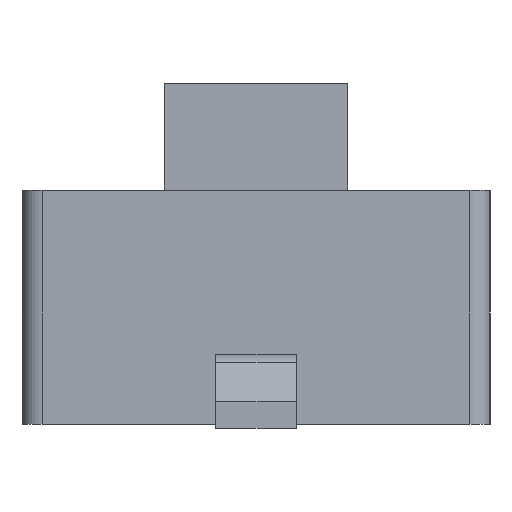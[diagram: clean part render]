
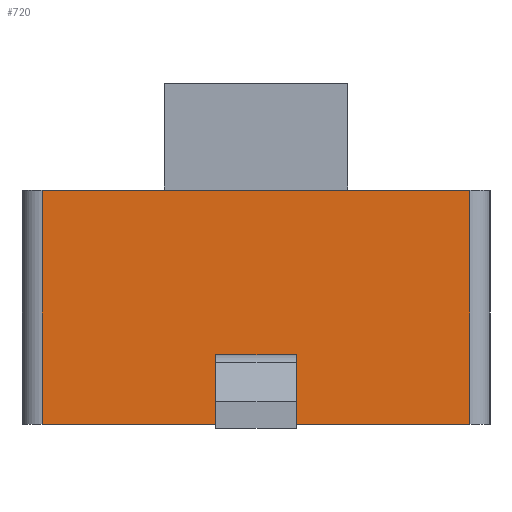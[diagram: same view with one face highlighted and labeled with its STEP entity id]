
A CAD part, left-side view. The second image highlights one B-rep face of the part: STEP entity #720.
In plain terms, the highlighted planar face has unit normal (-1, 0, 0).
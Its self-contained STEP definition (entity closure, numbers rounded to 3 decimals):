
#133=DIRECTION('',(0.,0.,1.));
#134=VECTOR('',#133,0.2);
#135=CARTESIAN_POINT('',(-3.,0.3,0.32));
#136=LINE('',#135,#134);
#137=DIRECTION('',(0.,-1.,0.));
#138=VECTOR('',#137,0.6);
#139=CARTESIAN_POINT('',(-3.,0.3,0.32));
#140=LINE('',#139,#138);
#141=DIRECTION('',(0.,0.,1.));
#142=VECTOR('',#141,0.2);
#143=CARTESIAN_POINT('',(-3.,-0.3,0.32));
#144=LINE('',#143,#142);
#145=DIRECTION('',(0.,-1.,0.));
#146=VECTOR('',#145,0.6);
#147=CARTESIAN_POINT('',(-3.,0.3,0.52));
#148=LINE('',#147,#146);
#149=DIRECTION('',(0.,-1.,0.));
#150=VECTOR('',#149,3.2);
#151=CARTESIAN_POINT('',(-3.,1.6,1.75));
#152=LINE('',#151,#150);
#153=DIRECTION('',(0.,1.,0.));
#154=VECTOR('',#153,3.2);
#155=CARTESIAN_POINT('',(-3.,-1.6,0.));
#156=LINE('',#155,#154);
#157=DIRECTION('',(0.,0.,1.));
#158=VECTOR('',#157,1.75);
#159=CARTESIAN_POINT('',(-3.,1.6,0.));
#160=LINE('',#159,#158);
#353=DIRECTION('',(0.,0.,1.));
#354=VECTOR('',#353,1.75);
#355=CARTESIAN_POINT('',(-3.,-1.6,0.));
#356=LINE('',#355,#354);
#455=CARTESIAN_POINT('',(-3.,1.6,0.));
#456=VERTEX_POINT('',#455);
#457=CARTESIAN_POINT('',(-3.,-1.6,0.));
#459=VERTEX_POINT('',#457);
#471=CARTESIAN_POINT('',(-3.,1.6,1.75));
#472=VERTEX_POINT('',#471);
#473=CARTESIAN_POINT('',(-3.,-1.6,1.75));
#475=VERTEX_POINT('',#473);
#545=CARTESIAN_POINT('',(-3.,0.3,0.32));
#546=CARTESIAN_POINT('',(-3.,0.3,0.52));
#547=VERTEX_POINT('',#545);
#548=VERTEX_POINT('',#546);
#549=CARTESIAN_POINT('',(-3.,-0.3,0.32));
#550=CARTESIAN_POINT('',(-3.,-0.3,0.52));
#551=VERTEX_POINT('',#549);
#552=VERTEX_POINT('',#550);
#697=CARTESIAN_POINT('',(-3.,1.6,0.));
#698=DIRECTION('',(-1.,0.,0.));
#699=DIRECTION('',(0.,-1.,0.));
#700=AXIS2_PLACEMENT_3D('',#697,#698,#699);
#701=PLANE('',#700);
#703=ORIENTED_EDGE('',*,*,#702,.T.);
#705=ORIENTED_EDGE('',*,*,#704,.F.);
#706=ORIENTED_EDGE('',*,*,#606,.T.);
#708=ORIENTED_EDGE('',*,*,#707,.T.);
#709=EDGE_LOOP('',(#703,#705,#706,#708));
#710=FACE_OUTER_BOUND('',#709,.F.);
#711=ORIENTED_EDGE('',*,*,#647,.F.);
#713=ORIENTED_EDGE('',*,*,#712,.T.);
#715=ORIENTED_EDGE('',*,*,#714,.T.);
#717=ORIENTED_EDGE('',*,*,#716,.F.);
#718=EDGE_LOOP('',(#711,#713,#715,#717));
#719=FACE_BOUND('',#718,.F.);
#606=EDGE_CURVE('',#459,#456,#156,.T.);
#647=EDGE_CURVE('',#547,#548,#136,.T.);
#702=EDGE_CURVE('',#472,#475,#152,.T.);
#704=EDGE_CURVE('',#459,#475,#356,.T.);
#707=EDGE_CURVE('',#456,#472,#160,.T.);
#712=EDGE_CURVE('',#547,#551,#140,.T.);
#714=EDGE_CURVE('',#551,#552,#144,.T.);
#716=EDGE_CURVE('',#548,#552,#148,.T.);
#720=ADVANCED_FACE('',(#710,#719),#701,.T.);
